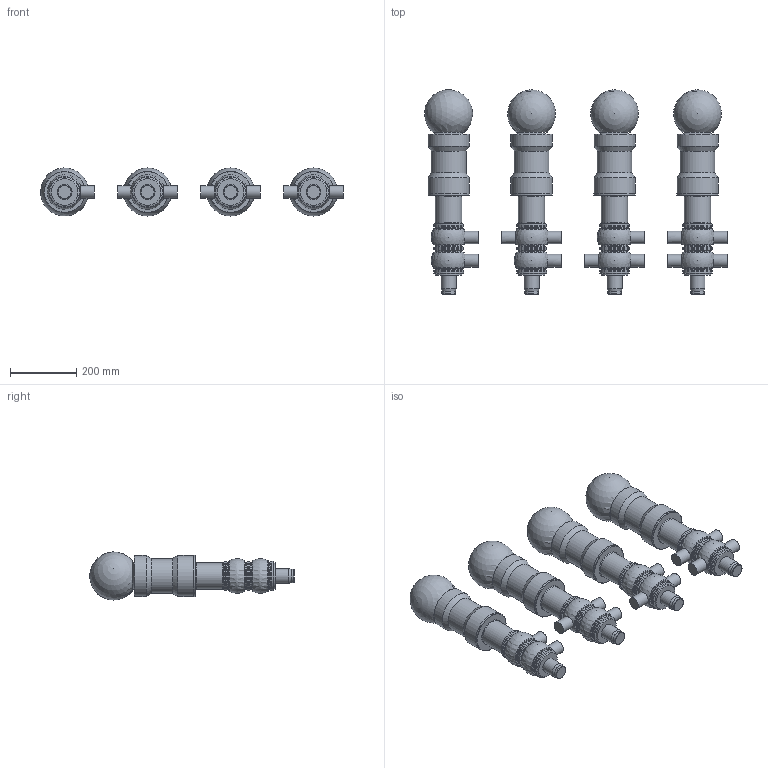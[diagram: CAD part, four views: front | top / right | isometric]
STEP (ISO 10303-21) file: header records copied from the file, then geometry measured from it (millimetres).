
FILE_DESCRIPTION(/* description */ (''),/* implementation_level */ '2;1');
FILE_NAME(/* name */ 'B925-DN038.1-SAL-orientabile.stp',/* time_stamp */ '2015-02-10T13:32:03+01:00',/* author */ ('malp-m'),/* organization */ (''),/* preprocessor_version */ 'ST-DEVELOPER v15.6',/* originating_system */ 'Autodesk Inventor 2015',/* authorisation */ '');
FILE_SCHEMA (('AUTOMOTIVE_DESIGN { 1 0 10303 214 3 1 1 }'));
Length unit declared in the file: millimetre
Products named in the file (7): SAGOMA-GIOTTO; ASSEMBL-B925-DN040; CIL93-B925; Tappo-corpoDN40; COR-B925-DN38.1-L; COR-B925-DN38.1-T; B925-DN038.1-SAL-orientabile
Assembly tree (24 placements, depth 2):
  B925-DN038.1-SAL-orientabile
    SAGOMA-GIOTTO  x4
    ASSEMBL-B925-DN040  x4
    CIL93-B925  x4
    Tappo-corpoDN40  x4
    COR-B925-DN38.1-L  x4
    COR-B925-DN38.1-T  x4
Bounding box: 912.29 x 614.89 x 145 mm (x, y, z)
Volume: 21014837.7 mm3; surface area: 1290772.6 mm2
Topology: 24 solids, 24 shells, 288 faces, 504 edges, 300 vertices
Faces by surface type: plane 84, cylinder 84, torus 68, cone 40, sphere 12
Full cylindrical faces by diameter (mm): 38.1 x12, 41 x4, 45 x4, 79 x4, 80 x20, 90 x24, 105 x4, 124 x12
Entity records: 1870 total; most frequent: CARTESIAN_POINT 430, DIRECTION 332, AXIS2_PLACEMENT_3D 166, EDGE_LOOP 132, ORIENTED_EDGE 132, ADVANCED_FACE 72, FACE_OUTER_BOUND 69, VERTEX_POINT 66
